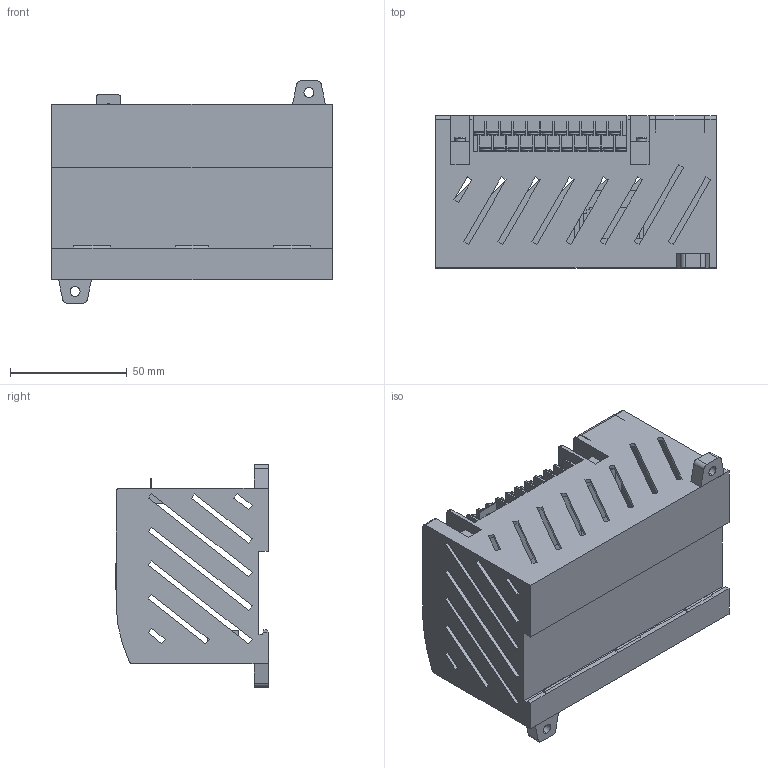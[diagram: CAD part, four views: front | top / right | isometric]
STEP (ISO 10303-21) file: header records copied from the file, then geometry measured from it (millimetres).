
FILE_DESCRIPTION (( 'STEP AP214' ), '1' );
FILE_NAME ('D0-05DD-D.STEP', '2011-01-27T19:36:10', ( '.adc' ), ( '' ), 'SwSTEP 2.0', 'SolidWorks 2009', '' );
FILE_SCHEMA (( 'AUTOMOTIVE_DESIGN' ));
Length unit declared in the file: millimetre
Products named in the file (1): D0-05DD-D
Bounding box: 120 x 65.06 x 95 mm (x, y, z)
Volume: 65415 mm3; surface area: 91010.2 mm2
Topology: 3 solids, 3 shells, 1010 faces, 2703 edges, 1780 vertices
Faces by surface type: plane 684, bspline 183, cylinder 95, torus 48
Entity records: 46923 total; most frequent: CARTESIAN_POINT 15797, ORIENTED_EDGE 5406, DIRECTION 4279, EDGE_CURVE 2703, VECTOR 2051, LINE 2051, VERTEX_POINT 1780, EDGE_LOOP 1159
